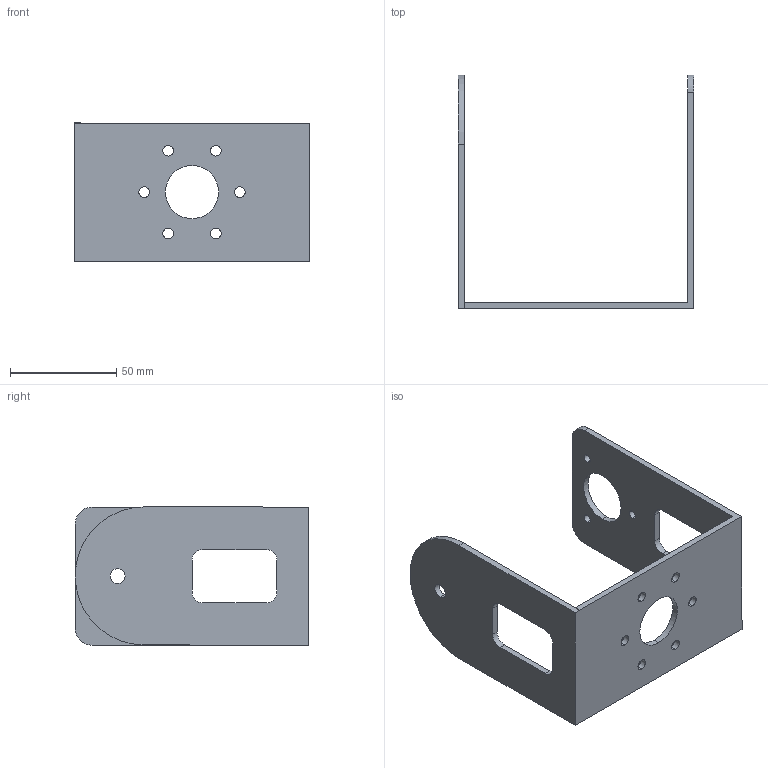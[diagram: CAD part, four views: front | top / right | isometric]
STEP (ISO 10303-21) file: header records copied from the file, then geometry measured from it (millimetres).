
FILE_DESCRIPTION (( 'STEP AP214' ), '1' );
FILE_NAME ('Pitch6623假蚾釱.STEP', '2017-11-14T09:05:41', ( 'User' ), ( 'china' ), 'SwSTEP 2.0', 'SolidWorks 2016', '' );
FILE_SCHEMA (( 'AUTOMOTIVE_DESIGN' ));
Length unit declared in the file: millimetre
Products named in the file (1): Pitch6623假蚾釱
Bounding box: 111 x 110 x 65.1 mm (x, y, z)
Volume: 52534.1 mm3; surface area: 38920 mm2
Topology: 1 solids, 1 shells, 55 faces, 156 edges, 103 vertices
Faces by surface type: cylinder 35, plane 20
Entity records: 1906 total; most frequent: DIRECTION 338, CARTESIAN_POINT 315, ORIENTED_EDGE 312, EDGE_CURVE 156, AXIS2_PLACEMENT_3D 126, VERTEX_POINT 103, VECTOR 86, LINE 86
